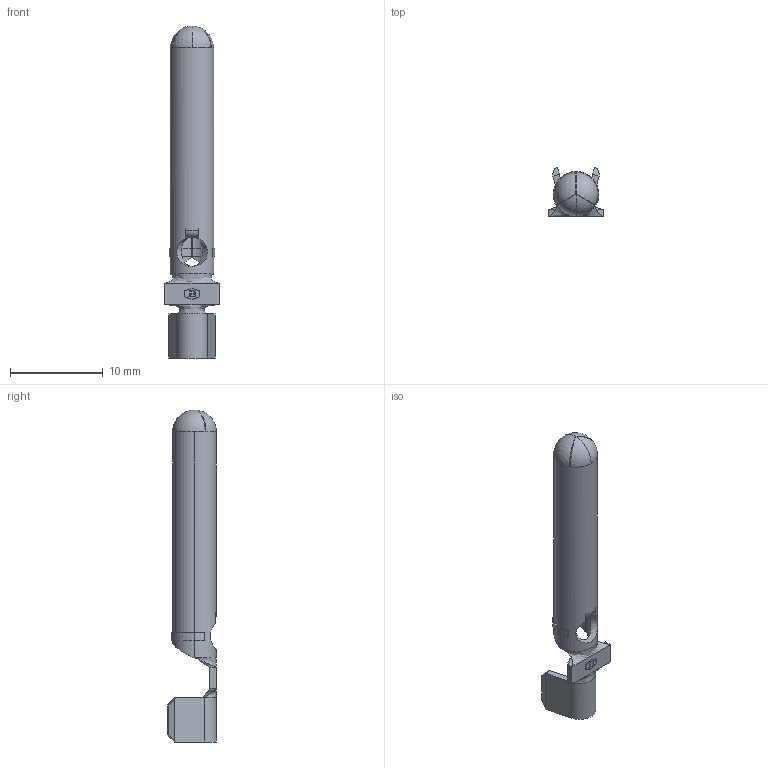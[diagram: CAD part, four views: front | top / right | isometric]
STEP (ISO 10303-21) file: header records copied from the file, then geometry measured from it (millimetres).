
FILE_DESCRIPTION (( 'STEP AP203' ), '1' );
FILE_NAME ('09218.STEP', '2015-01-19T19:41:53', ( '' ), ( '' ), 'SwSTEP 2.0', 'SolidWorks 2014', '' );
FILE_SCHEMA (( 'CONFIG_CONTROL_DESIGN' ));
Length unit declared in the file: inch
Products named in the file (1): 09218
Bounding box: 5.84 x 5.28 x 35.89 mm (x, y, z)
Volume: 283.6 mm3; surface area: 907.2 mm2
Topology: 1 solids, 1 shells, 188 faces, 503 edges, 317 vertices
Faces by surface type: plane 120, cylinder 34, bspline 15, cone 9, sphere 8, torus 2
Entity records: 6748 total; most frequent: CARTESIAN_POINT 2083, ORIENTED_EDGE 998, DIRECTION 897, EDGE_CURVE 499, LINE 327, VECTOR 327, VERTEX_POINT 317, AXIS2_PLACEMENT_3D 285
